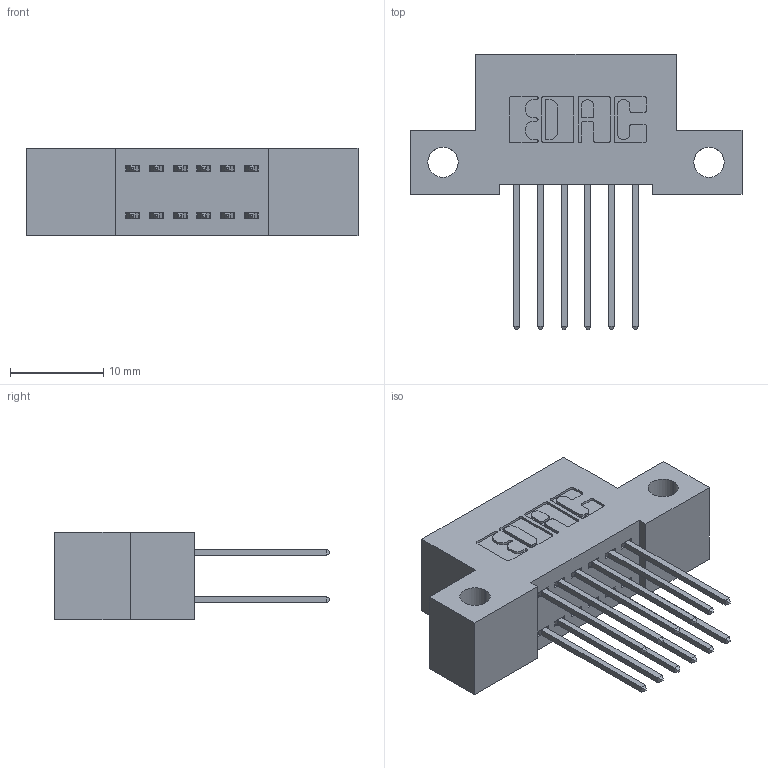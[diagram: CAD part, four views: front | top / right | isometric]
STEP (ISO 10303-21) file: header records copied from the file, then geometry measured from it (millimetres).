
FILE_DESCRIPTION (( 'STEP AP203' ), '1' );
FILE_NAME ('342-012-540-212.STEP', '2019-10-01T15:33:37', ( '' ), ( '' ), 'SwSTEP 2.0', 'SolidWorks 2016', '' );
FILE_SCHEMA (( 'CONFIG_CONTROL_DESIGN' ));
Length unit declared in the file: inch
Products named in the file (3): 342 Part_Side Mount; 345-292-001_345-293-140; 342-012-540-212
Assembly tree (13 placements, depth 2):
  342-012-540-212
    342 Part_Side Mount
    345-292-001_345-293-140  x12
Bounding box: 35.56 x 29.47 x 9.4 mm (x, y, z)
Volume: 2996.2 mm3; surface area: 4032.5 mm2
Topology: 13 solids, 13 shells, 734 faces, 2159 edges, 1422 vertices
Faces by surface type: plane 498, cylinder 236
Entity records: 8405 total; most frequent: CARTESIAN_POINT 1434, ORIENTED_EDGE 1370, DIRECTION 1289, EDGE_CURVE 685, LINE 557, VECTOR 557, VERTEX_POINT 454, AXIS2_PLACEMENT_3D 366
